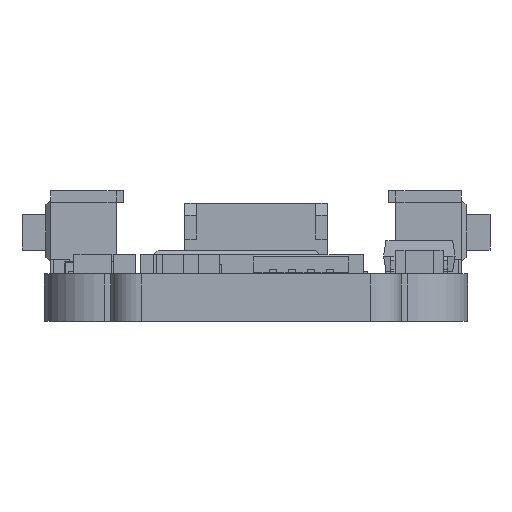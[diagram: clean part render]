
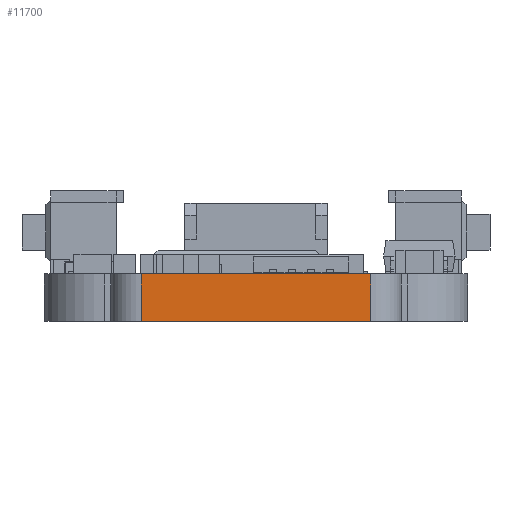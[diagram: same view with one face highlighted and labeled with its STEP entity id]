
A CAD part, left-side view. The second image highlights one B-rep face of the part: STEP entity #11700.
In plain terms, the highlighted planar face has unit normal (-1, 0, 0).
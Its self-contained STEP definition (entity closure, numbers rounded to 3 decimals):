
#287=PLANE('',#12576);
#840=FACE_OUTER_BOUND('',#1474,.T.);
#1474=EDGE_LOOP('',(#8066,#8067,#8068,#8069));
#2202=LINE('',#16814,#3612);
#2203=LINE('',#16817,#3613);
#2204=LINE('',#16819,#3614);
#2205=LINE('',#16820,#3615);
#3612=VECTOR('',#13645,10.);
#3613=VECTOR('',#13648,10.);
#3614=VECTOR('',#13649,10.);
#3615=VECTOR('',#13650,10.);
#5282=VERTEX_POINT('',#16810);
#5283=VERTEX_POINT('',#16812);
#5284=VERTEX_POINT('',#16816);
#5285=VERTEX_POINT('',#16818);
#6382=EDGE_CURVE('',#5282,#5283,#2202,.T.);
#6383=EDGE_CURVE('',#5284,#5282,#2203,.T.);
#6384=EDGE_CURVE('',#5285,#5283,#2204,.T.);
#6385=EDGE_CURVE('',#5284,#5285,#2205,.T.);
#8066=ORIENTED_EDGE('',*,*,#6383,.T.);
#8067=ORIENTED_EDGE('',*,*,#6382,.T.);
#8068=ORIENTED_EDGE('',*,*,#6384,.F.);
#8069=ORIENTED_EDGE('',*,*,#6385,.F.);
#11700=ADVANCED_FACE('',(#840),#287,.T.);
#12576=AXIS2_PLACEMENT_3D('',#16815,#13646,#13647);
#13645=DIRECTION('',(0.,0.,1.));
#13646=DIRECTION('center_axis',(-1.,0.,0.));
#13647=DIRECTION('ref_axis',(0.,-1.,0.));
#13648=DIRECTION('',(0.,-1.,0.));
#13649=DIRECTION('',(0.,-1.,0.));
#13650=DIRECTION('',(0.,0.,1.));
#16810=CARTESIAN_POINT('',(-12.7,-4.826,0.));
#16812=CARTESIAN_POINT('',(-12.7,-4.826,2.));
#16814=CARTESIAN_POINT('',(-12.7,-4.826,0.));
#16815=CARTESIAN_POINT('Origin',(-12.7,4.826,0.));
#16816=CARTESIAN_POINT('',(-12.7,4.826,0.));
#16817=CARTESIAN_POINT('',(-12.7,4.826,0.));
#16818=CARTESIAN_POINT('',(-12.7,4.826,2.));
#16819=CARTESIAN_POINT('',(-12.7,4.826,2.));
#16820=CARTESIAN_POINT('',(-12.7,4.826,0.));
